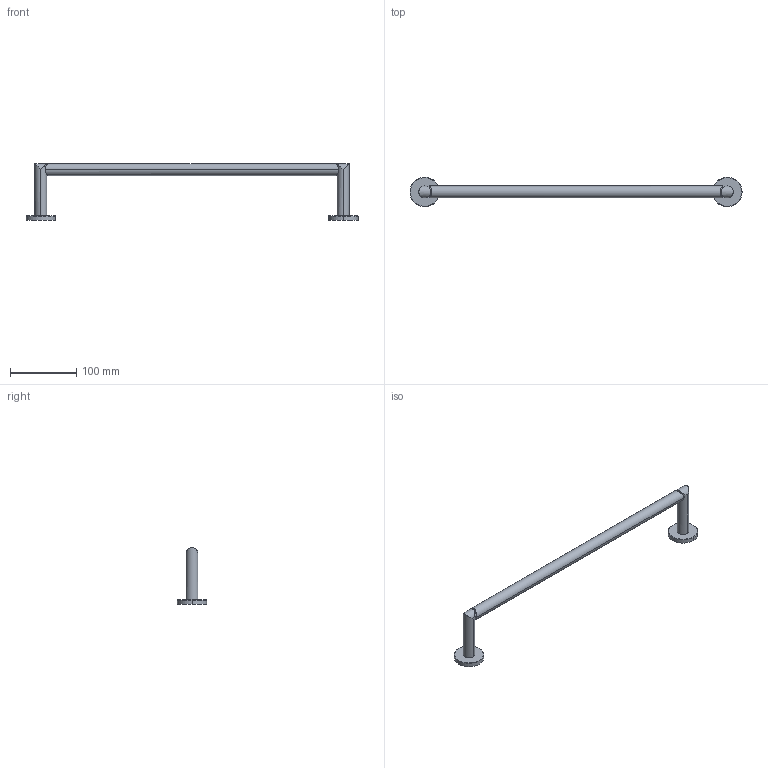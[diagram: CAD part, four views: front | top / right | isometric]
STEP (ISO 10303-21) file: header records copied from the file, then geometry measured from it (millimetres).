
FILE_DESCRIPTION((''),'2;1');
FILE_NAME('0202','2022-01-25T10:54:55',('jinson.thomas'),(''),'CREO PARAMETRIC BY PTC INC, 2018400','CREO PARAMETRIC BY PTC INC, 2018400','');
FILE_SCHEMA(('CONFIG_CONTROL_DESIGN'));
Length unit declared in the file: inch
Products named in the file (1): 0202
Bounding box: 501.63 x 44.45 x 85.6 mm (x, y, z)
Volume: 171743.2 mm3; surface area: 42286.9 mm2
Topology: 1 solids, 1 shells, 32 faces, 66 edges, 44 vertices
Faces by surface type: cylinder 22, plane 6, torus 4
Entity records: 1524 total; most frequent: CARTESIAN_POINT 808, DIRECTION 138, ORIENTED_EDGE 132, EDGE_CURVE 66, AXIS2_PLACEMENT_3D 60, VERTEX_POINT 44, EDGE_LOOP 40, FACE_OUTER_BOUND 32
